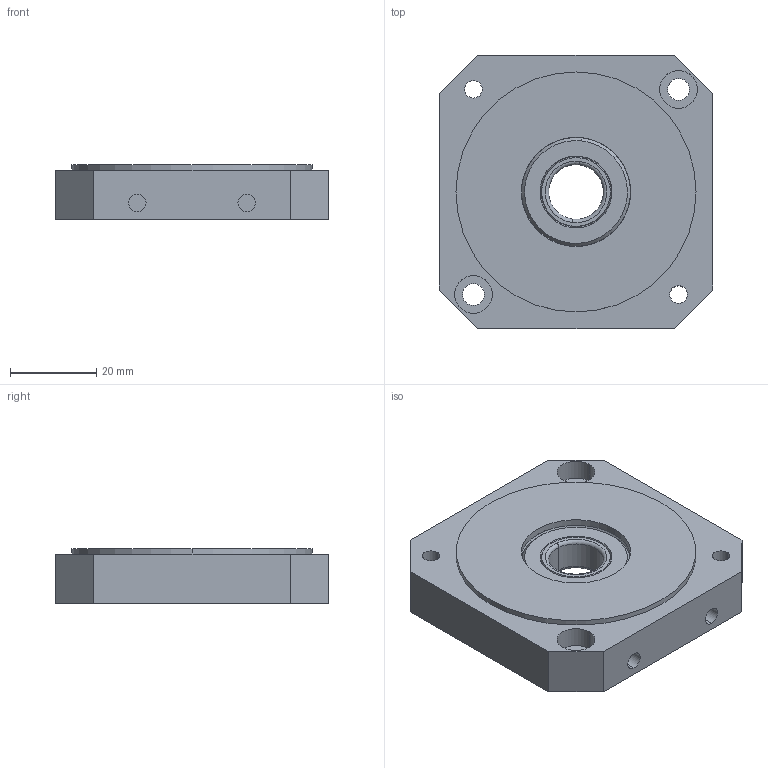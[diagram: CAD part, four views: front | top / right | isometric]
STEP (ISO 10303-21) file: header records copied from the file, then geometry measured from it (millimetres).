
FILE_DESCRIPTION (( 'STEP AP214' ), '1' );
FILE_NAME ('am-2883 BB220 Bearing Block.STEP', '2015-01-09T19:29:53', ( '' ), ( '' ), 'SwSTEP 2.0', 'SolidWorks 2014', '' );
FILE_SCHEMA (( 'AUTOMOTIVE_DESIGN' ));
Length unit declared in the file: inch
Products named in the file (3): am-2883 BB220 Bearing Block; BB220 bearing block plate; R8ZZ Bearing
Assembly tree (2 placements, depth 2):
  am-2883 BB220 Bearing Block
    BB220 bearing block plate
    R8ZZ Bearing
Bounding box: 63.5 x 63.5 x 12.73 mm (x, y, z)
Volume: 39214.9 mm3; surface area: 14106.2 mm2
Topology: 2 solids, 2 shells, 89 faces, 192 edges, 120 vertices
Faces by surface type: cylinder 32, plane 25, torus 16, cone 16
Entity records: 2732 total; most frequent: DIRECTION 500, CARTESIAN_POINT 406, ORIENTED_EDGE 384, AXIS2_PLACEMENT_3D 214, EDGE_CURVE 192, CIRCLE 120, VERTEX_POINT 120, EDGE_LOOP 114
